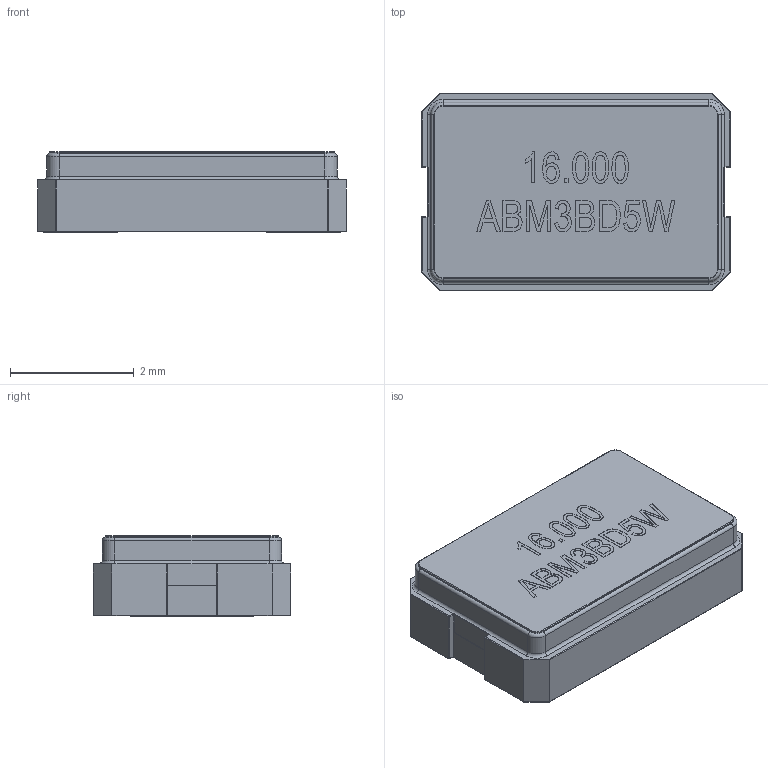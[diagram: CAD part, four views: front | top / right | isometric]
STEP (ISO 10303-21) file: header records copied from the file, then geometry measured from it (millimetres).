
FILE_DESCRIPTION(/* description */ (''),/* implementation_level */ '2;1');
FILE_NAME(/* name */ 'Crystal ABM3-16.000MHZ-B2-T.stp',/* time_stamp */ '2019-11-01T07:49:14+01:00',/* author */ ('Bernd das Brot'),/* organization */ (''),/* preprocessor_version */ 'ST-DEVELOPER v18',/* originating_system */ 'Autodesk Inventor 2020',/* authorisation */ '');
FILE_SCHEMA (('AUTOMOTIVE_DESIGN { 1 0 10303 214 3 1 1 }'));
Length unit declared in the file: millimetre
Products named in the file (1): Crystal ABM3-16.000MHZ-B2-T
Bounding box: 5 x 3.2 x 1.31 mm (x, y, z)
Volume: 19.5 mm3; surface area: 51.1 mm2
Topology: 1 solids, 1 shells, 367 faces, 895 edges, 554 vertices
Faces by surface type: plane 153, bspline 102, cylinder 72, sphere 24, torus 16
Entity records: 11612 total; most frequent: CARTESIAN_POINT 3183, ORIENTED_EDGE 1790, DIRECTION 1371, EDGE_CURVE 895, VERTEX_POINT 554, LINE 535, VECTOR 535, AXIS2_PLACEMENT_3D 418
